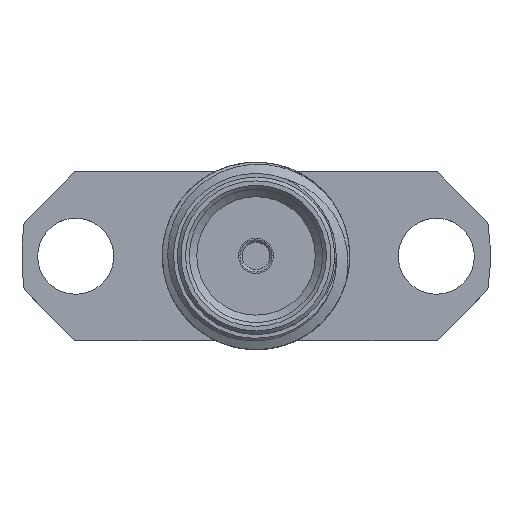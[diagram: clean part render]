
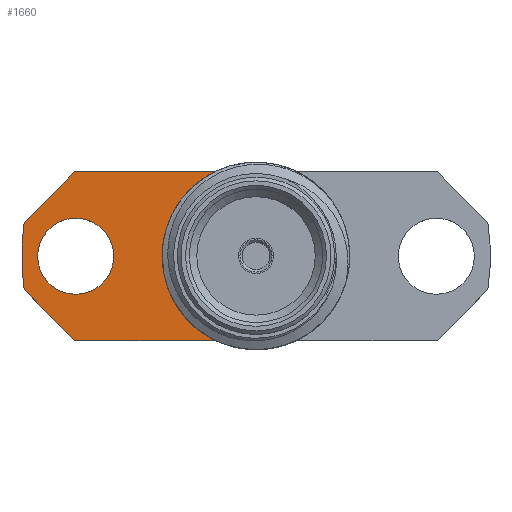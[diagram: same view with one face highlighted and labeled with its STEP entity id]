
A CAD part, top view. The second image highlights one B-rep face of the part: STEP entity #1660.
In plain terms, the highlighted planar face has unit normal (0, 0, 1).
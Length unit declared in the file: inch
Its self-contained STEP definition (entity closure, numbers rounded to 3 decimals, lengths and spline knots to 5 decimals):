
#4 = CARTESIAN_POINT ( 'NONE',  ( -0.24155, -0.1125, 0.0325 ) ) ;
#7 = LINE ( 'NONE', #2029, #794 ) ;
#17 = AXIS2_PLACEMENT_3D ( 'NONE', #1944, #2136, #1623 ) ;
#60 = CARTESIAN_POINT ( 'NONE',  ( -0.30928, -0.04477, 0.0325 ) ) ;
#71 = PLANE ( 'NONE',  #964 ) ;
#75 = ORIENTED_EDGE ( 'NONE', *, *, #984, .T. ) ;
#87 = DIRECTION ( 'NONE',  ( 0., 0., 1. ) ) ;
#147 = LINE ( 'NONE', #1654, #222 ) ;
#162 = EDGE_CURVE ( 'NONE', #2364, #2364, #2108, .T. ) ;
#222 = VECTOR ( 'NONE', #692, 39.37008 ) ;
#240 = AXIS2_PLACEMENT_3D ( 'NONE', #644, #87, #1226 ) ;
#257 = CARTESIAN_POINT ( 'NONE',  ( -0.24155, 0.1125, 0.0325 ) ) ;
#258 = EDGE_LOOP ( 'NONE', ( #1075 ) ) ;
#274 = LINE ( 'NONE', #460, #651 ) ;
#323 = LINE ( 'NONE', #1428, #2157 ) ;
#363 = ORIENTED_EDGE ( 'NONE', *, *, #1834, .T. ) ;
#368 = DIRECTION ( 'NONE',  ( -0.707, -0.707, 0. ) ) ;
#418 = EDGE_CURVE ( 'NONE', #2193, #1673, #7, .T. ) ;
#460 = CARTESIAN_POINT ( 'NONE',  ( -0.30928, -0.04477, 0.0325 ) ) ;
#547 = EDGE_CURVE ( 'NONE', #1673, #1552, #1737, .T. ) ;
#644 = CARTESIAN_POINT ( 'NONE',  ( -0.2405, 0., 0.0325 ) ) ;
#651 = VECTOR ( 'NONE', #1067, 39.37008 ) ;
#692 = DIRECTION ( 'NONE',  ( -1., 0., 0. ) ) ;
#794 = VECTOR ( 'NONE', #368, 39.37008 ) ;
#823 = DIRECTION ( 'NONE',  ( 0., 0., -1. ) ) ;
#964 = AXIS2_PLACEMENT_3D ( 'NONE', #2294, #1899, #1320 ) ;
#984 = EDGE_CURVE ( 'NONE', #1987, #1410, #323, .T. ) ;
#1067 = DIRECTION ( 'NONE',  ( 0.707, -0.707, 0. ) ) ;
#1069 = EDGE_CURVE ( 'NONE', #1263, #2193, #147, .T. ) ;
#1075 = ORIENTED_EDGE ( 'NONE', *, *, #162, .F. ) ;
#1087 = CIRCLE ( 'NONE', #1693, 0.115 ) ;
#1173 = FACE_BOUND ( 'NONE', #258, .T. ) ;
#1182 = CARTESIAN_POINT ( 'NONE',  ( -0.02385, -0.1125, 0.0325 ) ) ;
#1211 = CARTESIAN_POINT ( 'NONE',  ( 0., 0., 0.0325 ) ) ;
#1226 = DIRECTION ( 'NONE',  ( 1., 0., 0. ) ) ;
#1228 = ORIENTED_EDGE ( 'NONE', *, *, #547, .T. ) ;
#1231 = ORIENTED_EDGE ( 'NONE', *, *, #418, .T. ) ;
#1263 = VERTEX_POINT ( 'NONE', #1945 ) ;
#1273 = EDGE_LOOP ( 'NONE', ( #2345, #1231, #1228, #363, #75, #2371 ) ) ;
#1290 = EDGE_CURVE ( 'NONE', #1410, #1263, #1087, .T. ) ;
#1320 = DIRECTION ( 'NONE',  ( -1., 0., 0. ) ) ;
#1410 = VERTEX_POINT ( 'NONE', #1182 ) ;
#1428 = CARTESIAN_POINT ( 'NONE',  ( -0.3125, -0.1125, 0.0325 ) ) ;
#1552 = VERTEX_POINT ( 'NONE', #60 ) ;
#1623 = DIRECTION ( 'NONE',  ( 1., 0., 0. ) ) ;
#1625 = DIRECTION ( 'NONE',  ( 1., 0., 0. ) ) ;
#1654 = CARTESIAN_POINT ( 'NONE',  ( -0.3125, 0.1125, 0.0325 ) ) ;
#1660 = ADVANCED_FACE ( 'NONE', ( #1173, #1747 ), #71, .F. ) ;
#1673 = VERTEX_POINT ( 'NONE', #1947 ) ;
#1693 = AXIS2_PLACEMENT_3D ( 'NONE', #1211, #823, #2317 ) ;
#1737 = CIRCLE ( 'NONE', #17, 0.3125 ) ;
#1747 = FACE_OUTER_BOUND ( 'NONE', #1273, .T. ) ;
#1834 = EDGE_CURVE ( 'NONE', #1552, #1987, #274, .T. ) ;
#1899 = DIRECTION ( 'NONE',  ( 0., 0., -1. ) ) ;
#1944 = CARTESIAN_POINT ( 'NONE',  ( 0., 0., 0.0325 ) ) ;
#1945 = CARTESIAN_POINT ( 'NONE',  ( -0.02385, 0.1125, 0.0325 ) ) ;
#1947 = CARTESIAN_POINT ( 'NONE',  ( -0.30928, 0.04477, 0.0325 ) ) ;
#1987 = VERTEX_POINT ( 'NONE', #4 ) ;
#2029 = CARTESIAN_POINT ( 'NONE',  ( -0.30928, 0.04477, 0.0325 ) ) ;
#2108 = CIRCLE ( 'NONE', #240, 0.05075 ) ;
#2136 = DIRECTION ( 'NONE',  ( 0., 0., 1. ) ) ;
#2157 = VECTOR ( 'NONE', #1625, 39.37008 ) ;
#2187 = CARTESIAN_POINT ( 'NONE',  ( -0.18975, 0., 0.0325 ) ) ;
#2193 = VERTEX_POINT ( 'NONE', #257 ) ;
#2294 = CARTESIAN_POINT ( 'NONE',  ( 0., 0., 0.0325 ) ) ;
#2317 = DIRECTION ( 'NONE',  ( -1., 0., 0. ) ) ;
#2345 = ORIENTED_EDGE ( 'NONE', *, *, #1069, .T. ) ;
#2364 = VERTEX_POINT ( 'NONE', #2187 ) ;
#2371 = ORIENTED_EDGE ( 'NONE', *, *, #1290, .T. ) ;
